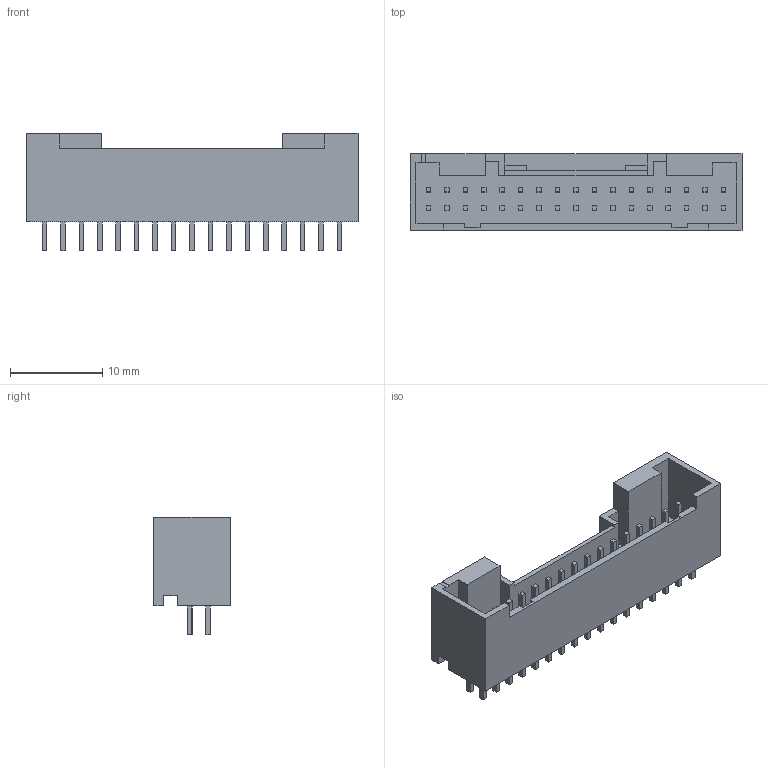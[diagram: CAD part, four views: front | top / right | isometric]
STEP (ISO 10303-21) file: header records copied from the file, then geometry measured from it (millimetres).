
FILE_DESCRIPTION(('FreeCAD Model'),'2;1');
FILE_NAME('JST_PUD_B34B-PUDSS_2x17x2.00mm_Straight.STEP','2016-03-19T21:19:24',( 'Author'),(''),'Open CASCADE STEP processor 6.8','FreeCAD','Unknown' );
FILE_SCHEMA(('AUTOMOTIVE_DESIGN_CC2 { 1 2 10303 214 -1 1 5 4 }'));
Length unit declared in the file: millimetre
Products named in the file (1): B34B-PUDSS
Bounding box: 36 x 8.3 x 12.7 mm (x, y, z)
Volume: 1079.6 mm3; surface area: 2499.7 mm2
Topology: 1 solids, 1 shells, 398 faces, 984 edges, 656 vertices
Faces by surface type: plane 398
Entity records: 27119 total; most frequent: CARTESIAN_POINT 4007, DIRECTION 3750, LINE 2952, VECTOR 2952, ORIENTED_EDGE 1968, PCURVE 1968, DEFINITIONAL_REPRESENTATION 1968, EDGE_CURVE 984
